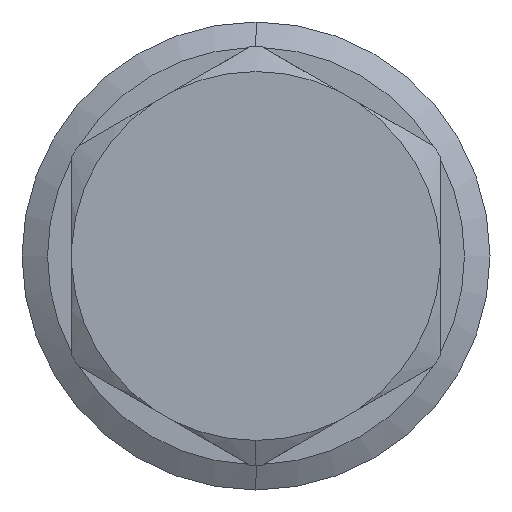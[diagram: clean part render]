
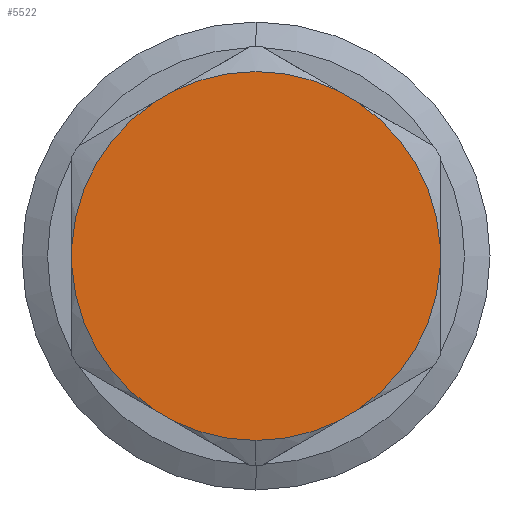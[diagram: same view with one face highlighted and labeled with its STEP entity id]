
A CAD part, left-side view. The second image highlights one B-rep face of the part: STEP entity #5522.
In plain terms, the highlighted planar face has unit normal (-1, 0, 0).
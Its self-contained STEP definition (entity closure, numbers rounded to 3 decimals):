
#10 = EDGE_CURVE ( 'NONE', #2179, #600, #2775, .T. ) ;
#249 = CARTESIAN_POINT ( 'NONE',  ( -57.18, -20.6, -1.244 ) ) ;
#290 = DIRECTION ( 'NONE',  ( -1., 0., 0. ) ) ;
#343 = CARTESIAN_POINT ( 'NONE',  ( -57.18, 9.223, -18.462 ) ) ;
#372 = DIRECTION ( 'NONE',  ( -1., 0., 0. ) ) ;
#527 = ORIENTED_EDGE ( 'NONE', *, *, #2881, .F. ) ;
#600 = VERTEX_POINT ( 'NONE', #2910 ) ;
#660 = AXIS2_PLACEMENT_3D ( 'NONE', #6022, #3474, #4589 ) ;
#794 = VERTEX_POINT ( 'NONE', #1741 ) ;
#852 = VERTEX_POINT ( 'NONE', #4624 ) ;
#876 = CARTESIAN_POINT ( 'NONE',  ( -57.18, 20.6, 11.893 ) ) ;
#889 = CARTESIAN_POINT ( 'NONE',  ( -57.18, 0., 0. ) ) ;
#896 = DIRECTION ( 'NONE',  ( 0., 0., 1. ) ) ;
#934 = ORIENTED_EDGE ( 'NONE', *, *, #3207, .T. ) ;
#964 = ORIENTED_EDGE ( 'NONE', *, *, #5091, .T. ) ;
#1001 = ORIENTED_EDGE ( 'NONE', *, *, #1471, .F. ) ;
#1046 = CIRCLE ( 'NONE', #4829, 20.637 ) ;
#1200 = DIRECTION ( 'NONE',  ( 0., 0., -1. ) ) ;
#1215 = LINE ( 'NONE', #3983, #5682 ) ;
#1267 = VECTOR ( 'NONE', #3066, 1000. ) ;
#1359 = ORIENTED_EDGE ( 'NONE', *, *, #3372, .F. ) ;
#1452 = AXIS2_PLACEMENT_3D ( 'NONE', #5777, #3213, #4769 ) ;
#1471 = EDGE_CURVE ( 'NONE', #794, #4524, #3994, .T. ) ;
#1477 = CARTESIAN_POINT ( 'NONE',  ( -57.18, 0., -20.637 ) ) ;
#1515 = DIRECTION ( 'NONE',  ( 0., -0.866, 0.5 ) ) ;
#1741 = CARTESIAN_POINT ( 'NONE',  ( -57.18, 11.377, 17.218 ) ) ;
#1752 = CARTESIAN_POINT ( 'NONE',  ( -57.18, -9.223, -18.462 ) ) ;
#1760 = CIRCLE ( 'NONE', #6320, 20.637 ) ;
#1799 = ORIENTED_EDGE ( 'NONE', *, *, #4904, .F. ) ;
#1803 = EDGE_LOOP ( 'NONE', ( #934, #1799, #2242, #2727, #1359, #3877, #527, #4772, #3930, #964, #1001, #5749, #6370 ) ) ;
#1902 = DIRECTION ( 'NONE',  ( 1., 0., 0. ) ) ;
#1916 = CARTESIAN_POINT ( 'NONE',  ( -57.18, 0., 0. ) ) ;
#2012 = VECTOR ( 'NONE', #3105, 1000. ) ;
#2026 = EDGE_CURVE ( 'NONE', #4407, #3015, #1215, .T. ) ;
#2113 = EDGE_CURVE ( 'NONE', #3117, #2574, #1046, .T. ) ;
#2132 = PLANE ( 'NONE',  #2672 ) ;
#2136 = CARTESIAN_POINT ( 'NONE',  ( -57.18, 20.6, -1.244 ) ) ;
#2179 = VERTEX_POINT ( 'NONE', #2136 ) ;
#2199 = DIRECTION ( 'NONE',  ( 0., 0., 1. ) ) ;
#2242 = ORIENTED_EDGE ( 'NONE', *, *, #2113, .T. ) ;
#2378 = EDGE_CURVE ( 'NONE', #3039, #5844, #4640, .T. ) ;
#2407 = CIRCLE ( 'NONE', #660, 20.637 ) ;
#2451 = CARTESIAN_POINT ( 'NONE',  ( -57.18, 0., 0. ) ) ;
#2457 = CARTESIAN_POINT ( 'NONE',  ( -57.18, -9.223, 18.462 ) ) ;
#2574 = VERTEX_POINT ( 'NONE', #1477 ) ;
#2672 = AXIS2_PLACEMENT_3D ( 'NONE', #6408, #1902, #3417 ) ;
#2675 = VECTOR ( 'NONE', #1515, 1000. ) ;
#2727 = ORIENTED_EDGE ( 'NONE', *, *, #4971, .T. ) ;
#2775 = LINE ( 'NONE', #6212, #3776 ) ;
#2881 = EDGE_CURVE ( 'NONE', #852, #5844, #4057, .T. ) ;
#2910 = CARTESIAN_POINT ( 'NONE',  ( -57.18, 20.6, 1.244 ) ) ;
#3015 = VERTEX_POINT ( 'NONE', #3275 ) ;
#3035 = VERTEX_POINT ( 'NONE', #1752 ) ;
#3039 = VERTEX_POINT ( 'NONE', #6374 ) ;
#3066 = DIRECTION ( 'NONE',  ( 0., 0.866, 0.5 ) ) ;
#3105 = DIRECTION ( 'NONE',  ( 0., 0.866, -0.5 ) ) ;
#3117 = VERTEX_POINT ( 'NONE', #343 ) ;
#3146 = DIRECTION ( 'NONE',  ( 0., 0., 1. ) ) ;
#3172 = DIRECTION ( 'NONE',  ( -1., 0., 0. ) ) ;
#3207 = EDGE_CURVE ( 'NONE', #2179, #4583, #2407, .T. ) ;
#3213 = DIRECTION ( 'NONE',  ( -1., 0., 0. ) ) ;
#3275 = CARTESIAN_POINT ( 'NONE',  ( -57.18, -11.377, 17.218 ) ) ;
#3363 = DIRECTION ( 'NONE',  ( -1., 0., 0. ) ) ;
#3372 = EDGE_CURVE ( 'NONE', #3039, #3035, #5432, .T. ) ;
#3403 = FACE_OUTER_BOUND ( 'NONE', #1803, .T. ) ;
#3417 = DIRECTION ( 'NONE',  ( 0., 0., -1. ) ) ;
#3455 = EDGE_CURVE ( 'NONE', #852, #3015, #5190, .T. ) ;
#3474 = DIRECTION ( 'NONE',  ( -1., 0., 0. ) ) ;
#3557 = AXIS2_PLACEMENT_3D ( 'NONE', #889, #372, #4515 ) ;
#3776 = VECTOR ( 'NONE', #3146, 1000. ) ;
#3877 = ORIENTED_EDGE ( 'NONE', *, *, #2378, .T. ) ;
#3930 = ORIENTED_EDGE ( 'NONE', *, *, #2026, .F. ) ;
#3949 = EDGE_CURVE ( 'NONE', #794, #600, #5838, .T. ) ;
#3983 = CARTESIAN_POINT ( 'NONE',  ( -57.18, 0., 23.787 ) ) ;
#3994 = LINE ( 'NONE', #876, #2675 ) ;
#4057 = LINE ( 'NONE', #4266, #5763 ) ;
#4219 = CIRCLE ( 'NONE', #3557, 20.637 ) ;
#4266 = CARTESIAN_POINT ( 'NONE',  ( -57.18, -20.6, 11.893 ) ) ;
#4389 = LINE ( 'NONE', #5107, #1267 ) ;
#4407 = VERTEX_POINT ( 'NONE', #2457 ) ;
#4515 = DIRECTION ( 'NONE',  ( 0., 0., 1. ) ) ;
#4524 = VERTEX_POINT ( 'NONE', #4918 ) ;
#4528 = DIRECTION ( 'NONE',  ( -1., 0., 0. ) ) ;
#4583 = VERTEX_POINT ( 'NONE', #5560 ) ;
#4589 = DIRECTION ( 'NONE',  ( 0., 0., 1. ) ) ;
#4624 = CARTESIAN_POINT ( 'NONE',  ( -57.18, -20.6, 1.244 ) ) ;
#4640 = CIRCLE ( 'NONE', #5508, 20.637 ) ;
#4769 = DIRECTION ( 'NONE',  ( 0., 0., 1. ) ) ;
#4772 = ORIENTED_EDGE ( 'NONE', *, *, #3455, .T. ) ;
#4774 = CARTESIAN_POINT ( 'NONE',  ( -57.18, 0., 0. ) ) ;
#4829 = AXIS2_PLACEMENT_3D ( 'NONE', #4774, #3172, #2199 ) ;
#4904 = EDGE_CURVE ( 'NONE', #3117, #4583, #4389, .T. ) ;
#4918 = CARTESIAN_POINT ( 'NONE',  ( -57.18, 9.223, 18.462 ) ) ;
#4971 = EDGE_CURVE ( 'NONE', #2574, #3035, #4219, .T. ) ;
#5038 = DIRECTION ( 'NONE',  ( 0., 0., 1. ) ) ;
#5091 = EDGE_CURVE ( 'NONE', #4407, #4524, #1760, .T. ) ;
#5107 = CARTESIAN_POINT ( 'NONE',  ( -57.18, 0., -23.787 ) ) ;
#5190 = CIRCLE ( 'NONE', #1452, 20.637 ) ;
#5432 = LINE ( 'NONE', #5659, #2012 ) ;
#5474 = AXIS2_PLACEMENT_3D ( 'NONE', #6024, #4528, #5038 ) ;
#5477 = DIRECTION ( 'NONE',  ( 0., 0., 1. ) ) ;
#5508 = AXIS2_PLACEMENT_3D ( 'NONE', #1916, #3363, #5477 ) ;
#5522 = ADVANCED_FACE ( 'NONE', ( #3403 ), #2132, .F. ) ;
#5560 = CARTESIAN_POINT ( 'NONE',  ( -57.18, 11.377, -17.218 ) ) ;
#5659 = CARTESIAN_POINT ( 'NONE',  ( -57.18, -20.6, -11.893 ) ) ;
#5682 = VECTOR ( 'NONE', #6470, 1000. ) ;
#5749 = ORIENTED_EDGE ( 'NONE', *, *, #3949, .T. ) ;
#5763 = VECTOR ( 'NONE', #1200, 1000. ) ;
#5777 = CARTESIAN_POINT ( 'NONE',  ( -57.18, 0., 0. ) ) ;
#5838 = CIRCLE ( 'NONE', #5474, 20.637 ) ;
#5844 = VERTEX_POINT ( 'NONE', #249 ) ;
#6022 = CARTESIAN_POINT ( 'NONE',  ( -57.18, 0., 0. ) ) ;
#6024 = CARTESIAN_POINT ( 'NONE',  ( -57.18, 0., 0. ) ) ;
#6212 = CARTESIAN_POINT ( 'NONE',  ( -57.18, 20.6, -11.893 ) ) ;
#6320 = AXIS2_PLACEMENT_3D ( 'NONE', #2451, #290, #896 ) ;
#6370 = ORIENTED_EDGE ( 'NONE', *, *, #10, .F. ) ;
#6374 = CARTESIAN_POINT ( 'NONE',  ( -57.18, -11.377, -17.218 ) ) ;
#6408 = CARTESIAN_POINT ( 'NONE',  ( -57.18, -20.6, 35.68 ) ) ;
#6470 = DIRECTION ( 'NONE',  ( 0., -0.866, -0.5 ) ) ;
